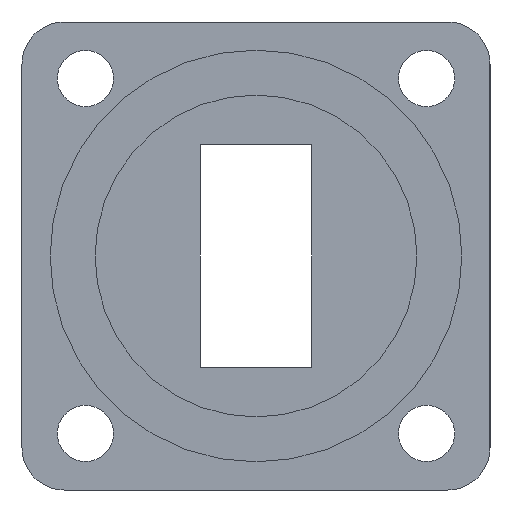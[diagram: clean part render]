
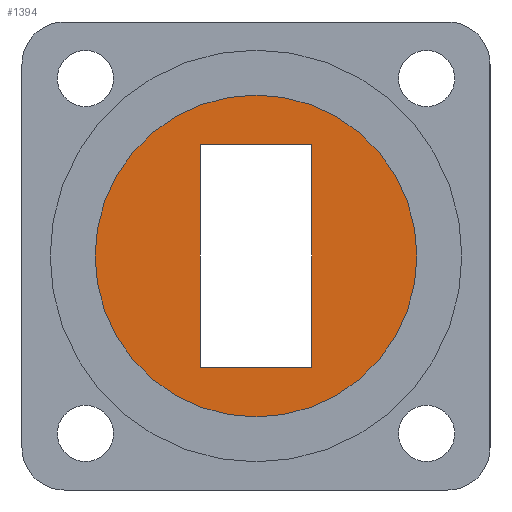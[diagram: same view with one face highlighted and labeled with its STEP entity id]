
A CAD part, left-side view. The second image highlights one B-rep face of the part: STEP entity #1394.
In plain terms, the highlighted planar face has unit normal (-1, 0, 0).
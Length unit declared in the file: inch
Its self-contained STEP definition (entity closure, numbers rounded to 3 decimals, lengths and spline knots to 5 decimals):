
#49 = EDGE_CURVE ( 'NONE', #1541, #1427, #870, .T. ) ;
#62 = CARTESIAN_POINT ( 'NONE',  ( -1.9685, 0.15549, -0.311 ) ) ;
#97 = CARTESIAN_POINT ( 'NONE',  ( -1.9685, -0.15549, -0.311 ) ) ;
#122 = CARTESIAN_POINT ( 'NONE',  ( -1.9685, 0., 0.45079 ) ) ;
#124 = ORIENTED_EDGE ( 'NONE', *, *, #275, .F. ) ;
#175 = CARTESIAN_POINT ( 'NONE',  ( -1.9685, 0.15549, 0.311 ) ) ;
#186 = PLANE ( 'NONE',  #639 ) ;
#205 = DIRECTION ( 'NONE',  ( 0., 0., -1. ) ) ;
#230 = ORIENTED_EDGE ( 'NONE', *, *, #759, .T. ) ;
#241 = DIRECTION ( 'NONE',  ( 0., 0., 1. ) ) ;
#256 = CARTESIAN_POINT ( 'NONE',  ( -1.9685, 0., 0. ) ) ;
#275 = EDGE_CURVE ( 'NONE', #812, #1541, #823, .T. ) ;
#294 = CARTESIAN_POINT ( 'NONE',  ( -1.9685, -0.15549, 0.311 ) ) ;
#305 = EDGE_LOOP ( 'NONE', ( #230, #1486 ) ) ;
#325 = DIRECTION ( 'NONE',  ( -1., 0., 0. ) ) ;
#365 = EDGE_CURVE ( 'NONE', #983, #812, #1198, .T. ) ;
#413 = DIRECTION ( 'NONE',  ( 1., 0., 0. ) ) ;
#416 = EDGE_LOOP ( 'NONE', ( #1289, #1653, #1581, #124 ) ) ;
#459 = LINE ( 'NONE', #972, #1070 ) ;
#477 = AXIS2_PLACEMENT_3D ( 'NONE', #256, #1650, #499 ) ;
#482 = EDGE_CURVE ( 'NONE', #1247, #1329, #800, .T. ) ;
#499 = DIRECTION ( 'NONE',  ( 0., 0., 1. ) ) ;
#518 = CARTESIAN_POINT ( 'NONE',  ( -1.9685, 0.15549, -0.311 ) ) ;
#611 = AXIS2_PLACEMENT_3D ( 'NONE', #815, #325, #1621 ) ;
#639 = AXIS2_PLACEMENT_3D ( 'NONE', #1310, #413, #1459 ) ;
#686 = DIRECTION ( 'NONE',  ( 0., -1., 0. ) ) ;
#751 = CIRCLE ( 'NONE', #611, 0.45079 ) ;
#759 = EDGE_CURVE ( 'NONE', #1329, #1247, #751, .T. ) ;
#775 = CARTESIAN_POINT ( 'NONE',  ( -1.9685, 0., -0.45079 ) ) ;
#788 = EDGE_CURVE ( 'NONE', #1427, #983, #459, .T. ) ;
#791 = FACE_OUTER_BOUND ( 'NONE', #305, .T. ) ;
#800 = CIRCLE ( 'NONE', #477, 0.45079 ) ;
#812 = VERTEX_POINT ( 'NONE', #518 ) ;
#815 = CARTESIAN_POINT ( 'NONE',  ( -1.9685, 0., 0. ) ) ;
#823 = LINE ( 'NONE', #965, #1201 ) ;
#870 = LINE ( 'NONE', #1382, #1146 ) ;
#965 = CARTESIAN_POINT ( 'NONE',  ( -1.9685, -0.15549, -0.311 ) ) ;
#972 = CARTESIAN_POINT ( 'NONE',  ( -1.9685, -0.15549, 0.311 ) ) ;
#983 = VERTEX_POINT ( 'NONE', #175 ) ;
#1070 = VECTOR ( 'NONE', #1465, 39.37008 ) ;
#1146 = VECTOR ( 'NONE', #241, 39.37008 ) ;
#1198 = LINE ( 'NONE', #62, #1505 ) ;
#1201 = VECTOR ( 'NONE', #686, 39.37008 ) ;
#1247 = VERTEX_POINT ( 'NONE', #775 ) ;
#1289 = ORIENTED_EDGE ( 'NONE', *, *, #365, .F. ) ;
#1310 = CARTESIAN_POINT ( 'NONE',  ( -1.9685, 0., 0. ) ) ;
#1329 = VERTEX_POINT ( 'NONE', #122 ) ;
#1382 = CARTESIAN_POINT ( 'NONE',  ( -1.9685, -0.15549, -0.311 ) ) ;
#1394 = ADVANCED_FACE ( 'NONE', ( #1570, #791 ), #186, .F. ) ;
#1427 = VERTEX_POINT ( 'NONE', #294 ) ;
#1459 = DIRECTION ( 'NONE',  ( 0., 1., 0. ) ) ;
#1465 = DIRECTION ( 'NONE',  ( 0., 1., 0. ) ) ;
#1486 = ORIENTED_EDGE ( 'NONE', *, *, #482, .T. ) ;
#1505 = VECTOR ( 'NONE', #205, 39.37008 ) ;
#1541 = VERTEX_POINT ( 'NONE', #97 ) ;
#1570 = FACE_BOUND ( 'NONE', #416, .T. ) ;
#1581 = ORIENTED_EDGE ( 'NONE', *, *, #49, .F. ) ;
#1621 = DIRECTION ( 'NONE',  ( 0., 0., 1. ) ) ;
#1650 = DIRECTION ( 'NONE',  ( -1., 0., 0. ) ) ;
#1653 = ORIENTED_EDGE ( 'NONE', *, *, #788, .F. ) ;
